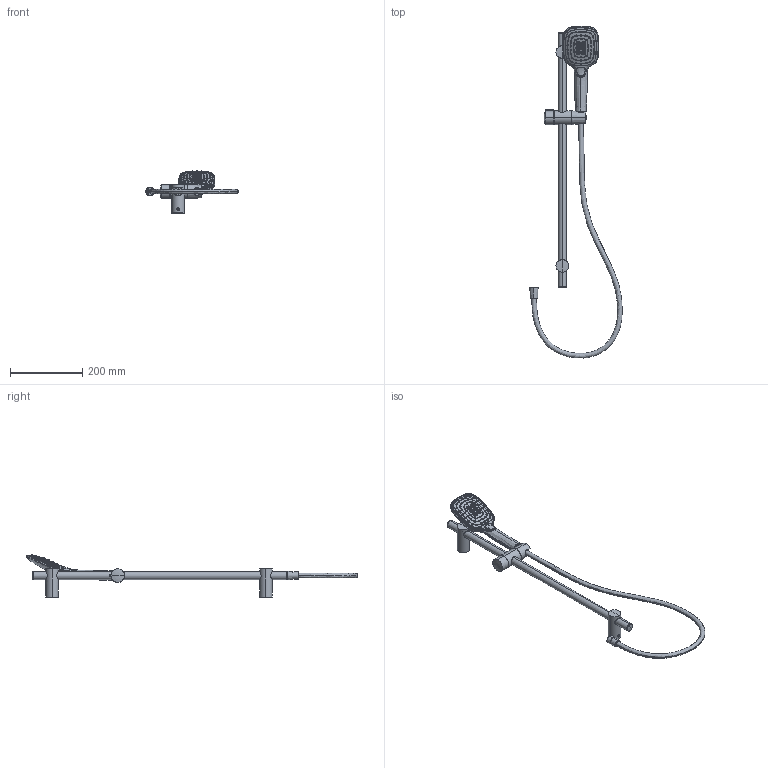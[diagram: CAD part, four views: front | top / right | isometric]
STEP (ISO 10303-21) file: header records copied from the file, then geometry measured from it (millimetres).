
FILE_DESCRIPTION (( 'STEP AP203' ), '1' );
FILE_NAME ('99HP09227.STEP', '2023-12-12T13:02:19', ( '' ), ( '' ), 'SwSTEP 2.0', 'SolidWorks 2021', '' );
FILE_SCHEMA (( 'CONFIG_CONTROL_DESIGN' ));
Length unit declared in the file: millimetre
Products named in the file (1): 99HP09227
Bounding box: 255.49 x 917.3 x 117.16 mm (x, y, z)
Volume: 703481.8 mm3; surface area: 266749.1 mm2
Topology: 10 solids, 10 shells, 3490 faces, 9969 edges, 6539 vertices
Faces by surface type: bspline 1961, cylinder 713, cone 411, plane 388, torus 11, sphere 6
Entity records: 380024 total; most frequent: CARTESIAN_POINT 310803, ORIENTED_EDGE 19710, EDGE_CURVE 9855, B_SPLINE_CURVE_WITH_KNOTS 6992, VERTEX_POINT 6535, DIRECTION 6257, EDGE_LOOP 3890, ADVANCED_FACE 3489
